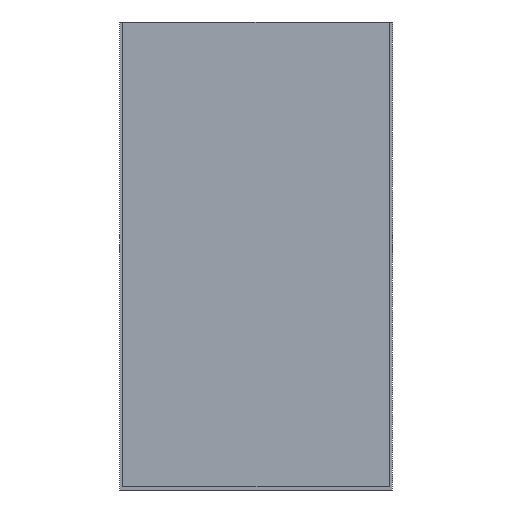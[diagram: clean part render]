
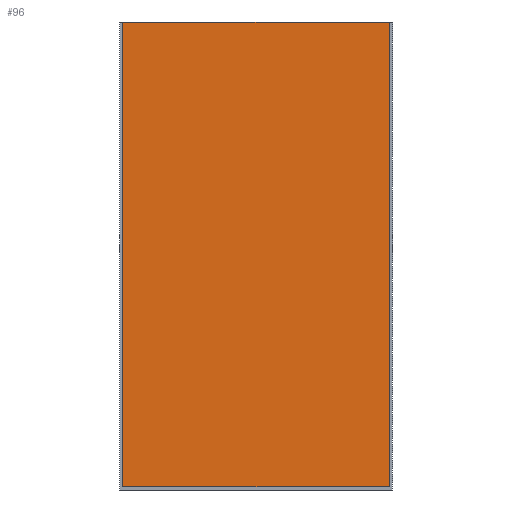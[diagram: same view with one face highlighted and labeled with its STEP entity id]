
A CAD part, front view. The second image highlights one B-rep face of the part: STEP entity #96.
In plain terms, the highlighted planar face has unit normal (0, -1, 0).
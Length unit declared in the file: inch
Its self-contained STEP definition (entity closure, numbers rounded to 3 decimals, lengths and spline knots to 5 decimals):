
#96=ADVANCED_FACE('',(#116),#106,.T.);
#106=PLANE('',#273);
#116=FACE_OUTER_BOUND('',#126,.T.);
#126=EDGE_LOOP('',(#136,#137,#138,#139));
#136=ORIENTED_EDGE('',*,*,#200,.T.);
#137=ORIENTED_EDGE('',*,*,#201,.T.);
#138=ORIENTED_EDGE('',*,*,#202,.F.);
#139=ORIENTED_EDGE('',*,*,#203,.T.);
#184=VERTEX_POINT('',#331);
#185=VERTEX_POINT('',#332);
#186=VERTEX_POINT('',#334);
#187=VERTEX_POINT('',#336);
#200=EDGE_CURVE('',#184,#185,#224,.T.);
#201=EDGE_CURVE('',#185,#186,#225,.T.);
#202=EDGE_CURVE('',#187,#186,#226,.T.);
#203=EDGE_CURVE('',#187,#184,#227,.T.);
#224=LINE('',#330,#248);
#225=LINE('',#333,#249);
#226=LINE('',#335,#250);
#227=LINE('',#337,#251);
#248=VECTOR('',#285,1.);
#249=VECTOR('',#286,1.);
#250=VECTOR('',#287,1.);
#251=VECTOR('',#288,1.);
#273=AXIS2_PLACEMENT_3D('',#338,#289,#290);
#285=DIRECTION('',(1.,0.,0.));
#286=DIRECTION('',(0.,0.,1.));
#287=DIRECTION('',(1.,0.,0.));
#288=DIRECTION('',(0.,0.,-1.));
#289=DIRECTION('',(0.,-1.,0.));
#290=DIRECTION('',(0.,0.,-1.));
#330=CARTESIAN_POINT('',(0.,20.75,0.25));
#331=CARTESIAN_POINT('',(0.25,20.75,0.25));
#332=CARTESIAN_POINT('',(20.75,20.75,0.25));
#333=CARTESIAN_POINT('',(20.75,20.75,0.));
#334=CARTESIAN_POINT('',(20.75,20.75,36.));
#335=CARTESIAN_POINT('',(0.,20.75,36.));
#336=CARTESIAN_POINT('',(0.25,20.75,36.));
#337=CARTESIAN_POINT('',(0.25,20.75,36.));
#338=CARTESIAN_POINT('',(0.,20.75,0.));
